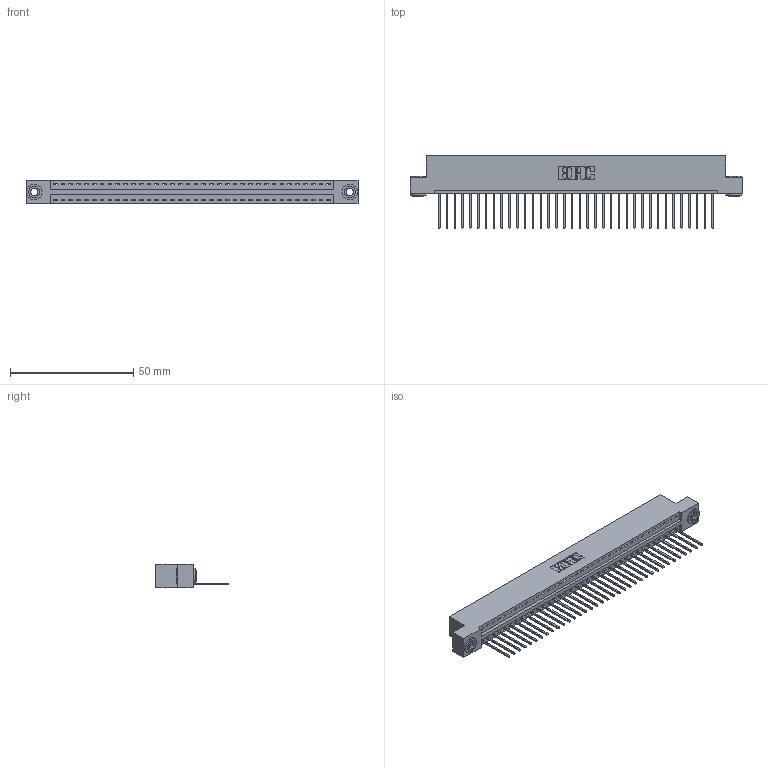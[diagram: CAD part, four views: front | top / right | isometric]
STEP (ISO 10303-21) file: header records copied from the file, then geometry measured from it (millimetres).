
FILE_DESCRIPTION (( 'STEP AP203' ), '1' );
FILE_NAME ('396-036-540-103.STEP', '2019-10-27T17:08:07', ( '' ), ( '' ), 'SwSTEP 2.0', 'SolidWorks 2016', '' );
FILE_SCHEMA (( 'CONFIG_CONTROL_DESIGN' ));
Length unit declared in the file: inch
Products named in the file (4): 346 Part_Flush Mounting Lugs - 0.156 Dia-TH; 345-292-001_345-293-140; 345-250-002_345-250-002-102; 396-036-540-103
Assembly tree (39 placements, depth 2):
  396-036-540-103
    346 Part_Flush Mounting Lugs - 0.156 Dia-TH
    345-292-001_345-293-140  x36
    345-250-002_345-250-002-102  x2
Bounding box: 134.87 x 29.46 x 9.4 mm (x, y, z)
Volume: 12937.2 mm3; surface area: 16680.2 mm2
Topology: 39 solids, 39 shells, 2248 faces, 6741 edges, 4442 vertices
Faces by surface type: plane 1526, cylinder 714, cone 8
Entity records: 23818 total; most frequent: CARTESIAN_POINT 4063, ORIENTED_EDGE 4026, DIRECTION 3623, EDGE_CURVE 2013, VECTOR 1713, LINE 1713, VERTEX_POINT 1338, AXIS2_PLACEMENT_3D 955
